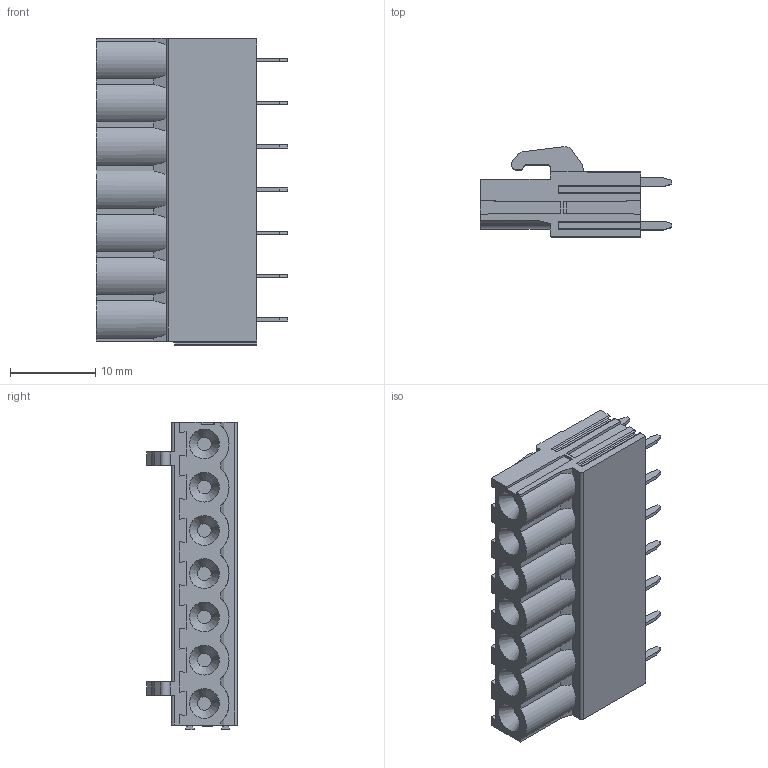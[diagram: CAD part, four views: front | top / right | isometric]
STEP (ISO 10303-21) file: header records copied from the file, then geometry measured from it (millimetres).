
FILE_DESCRIPTION(('STEP AP214'),'1');
FILE_NAME('PF07-5,08-V-M.stp','2021-04-06T10:59:58',(' '),(' '),'Spatial InterOp 3D',' ',' ');
FILE_SCHEMA(('automotive_design'));
Length unit declared in the file: metre
Products named in the file (1): 1
Bounding box: 22.45 x 10.6 x 36.11 mm (x, y, z)
Volume: 4025.1 mm3; surface area: 2983.5 mm2
Topology: 1 solids, 1 shells, 525 faces, 1442 edges, 957 vertices
Faces by surface type: plane 418, cylinder 98, cone 7, sphere 1, extrusion 1
Full cylindrical faces by diameter (mm): 1.6 x7
Entity records: 20538 total; most frequent: CARTESIAN_POINT 2967, ORIENTED_EDGE 2826, DIRECTION 2639, EDGE_CURVE 1413, VECTOR 1185, LINE 1184, VERTEX_POINT 943, AXIS2_PLACEMENT_3D 727
